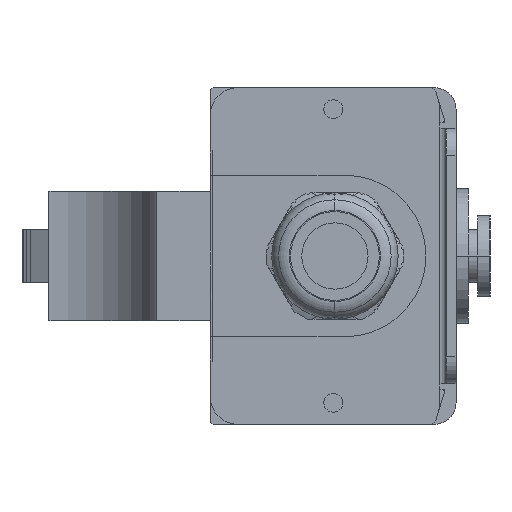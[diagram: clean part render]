
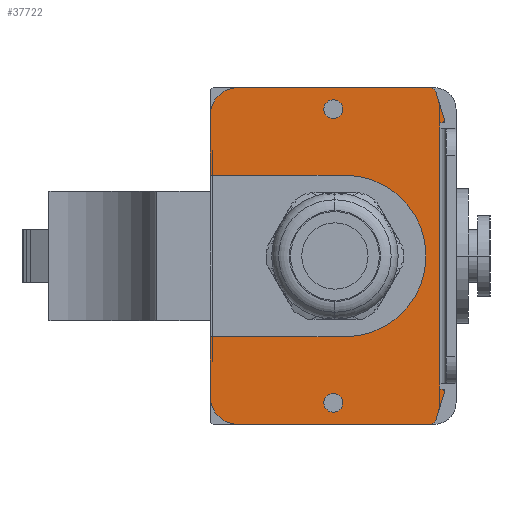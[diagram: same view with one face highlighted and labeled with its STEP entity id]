
A CAD part, left-side view. The second image highlights one B-rep face of the part: STEP entity #37722.
In plain terms, the highlighted face is planar.
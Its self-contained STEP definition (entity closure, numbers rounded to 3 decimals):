
#36883=CARTESIAN_POINT('',(4.739,1.8,-30.25));
#36884=DIRECTION('',(0.,1.,0.));
#36885=DIRECTION('',(0.,0.,-1.));
#36886=AXIS2_PLACEMENT_3D('',#36883,#36884,#36885);
#36893=DIRECTION('',(-0.294,0.,-0.956));
#36894=VECTOR('',#36893,5.656);
#36895=CARTESIAN_POINT('',(3.783,1.8,30.544));
#36896=LINE('',#36895,#36894);
#36897=DIRECTION('',(1.,0.,0.));
#36898=VECTOR('',#36897,0.594);
#36899=CARTESIAN_POINT('',(2.406,1.8,24.75));
#36900=LINE('',#36899,#36898);
#36901=DIRECTION('',(0.,0.,-1.));
#36902=VECTOR('',#36901,1.);
#36903=CARTESIAN_POINT('',(3.,1.8,24.75));
#36904=LINE('',#36903,#36902);
#36905=DIRECTION('',(0.,0.,-1.));
#36906=VECTOR('',#36905,1.);
#36907=CARTESIAN_POINT('',(3.,1.8,-23.75));
#36908=LINE('',#36907,#36906);
#36909=DIRECTION('',(-1.,0.,0.));
#36910=VECTOR('',#36909,0.594);
#36911=CARTESIAN_POINT('',(3.,1.8,-24.75));
#36912=LINE('',#36911,#36910);
#36913=DIRECTION('',(0.294,0.,-0.956));
#36914=VECTOR('',#36913,5.656);
#36915=CARTESIAN_POINT('',(2.119,1.8,-25.138));
#36916=LINE('',#36915,#36914);
#36917=DIRECTION('',(1.,0.,0.));
#36918=VECTOR('',#36917,35.861);
#36919=CARTESIAN_POINT('',(4.739,1.8,-31.25));
#36920=LINE('',#36919,#36918);
#36921=DIRECTION('',(0.,0.,1.));
#36922=VECTOR('',#36921,11.25);
#36923=CARTESIAN_POINT('',(45.6,1.8,-26.25));
#36924=LINE('',#36923,#36922);
#36925=DIRECTION('',(-1.,0.,0.));
#36926=VECTOR('',#36925,25.);
#36927=CARTESIAN_POINT('',(45.6,1.8,-15.));
#36928=LINE('',#36927,#36926);
#36929=CARTESIAN_POINT('',(20.6,1.8,0.));
#36930=DIRECTION('',(0.,1.,0.));
#36931=DIRECTION('',(0.,0.,-1.));
#36932=AXIS2_PLACEMENT_3D('',#36929,#36930,#36931);
#36934=DIRECTION('',(-1.,0.,0.));
#36935=VECTOR('',#36934,25.);
#36936=CARTESIAN_POINT('',(45.6,1.8,15.));
#36937=LINE('',#36936,#36935);
#36938=DIRECTION('',(0.,0.,1.));
#36939=VECTOR('',#36938,11.25);
#36940=CARTESIAN_POINT('',(45.6,1.8,15.));
#36941=LINE('',#36940,#36939);
#36942=DIRECTION('',(-1.,0.,0.));
#36943=VECTOR('',#36942,35.861);
#36944=CARTESIAN_POINT('',(40.6,1.8,31.25));
#36945=LINE('',#36944,#36943);
#36946=CARTESIAN_POINT('',(22.8,1.8,27.25));
#36947=DIRECTION('',(0.,1.,0.));
#36948=DIRECTION('',(0.,0.,1.));
#36949=AXIS2_PLACEMENT_3D('',#36946,#36947,#36948);
#36951=CARTESIAN_POINT('',(22.8,1.8,27.25));
#36952=DIRECTION('',(0.,1.,0.));
#36953=DIRECTION('',(0.,0.,-1.));
#36954=AXIS2_PLACEMENT_3D('',#36951,#36952,#36953);
#36956=CARTESIAN_POINT('',(22.8,1.8,-27.25));
#36957=DIRECTION('',(0.,1.,0.));
#36958=DIRECTION('',(0.,0.,1.));
#36959=AXIS2_PLACEMENT_3D('',#36956,#36957,#36958);
#36961=CARTESIAN_POINT('',(22.8,1.8,-27.25));
#36962=DIRECTION('',(0.,1.,0.));
#36963=DIRECTION('',(0.,0.,-1.));
#36964=AXIS2_PLACEMENT_3D('',#36961,#36962,#36963);
#36970=CARTESIAN_POINT('',(4.739,1.8,30.25));
#36971=DIRECTION('',(0.,1.,0.));
#36972=DIRECTION('',(-0.956,0.,0.294));
#36973=AXIS2_PLACEMENT_3D('',#36970,#36971,#36972);
#37059=CARTESIAN_POINT('',(40.6,1.8,26.25));
#37060=DIRECTION('',(0.,1.,0.));
#37061=DIRECTION('',(0.,0.,1.));
#37062=AXIS2_PLACEMENT_3D('',#37059,#37060,#37061);
#37084=CARTESIAN_POINT('',(40.6,1.8,-26.25));
#37085=DIRECTION('',(0.,1.,0.));
#37086=DIRECTION('',(1.,0.,0.));
#37087=AXIS2_PLACEMENT_3D('',#37084,#37085,#37086);
#37354=DIRECTION('',(0.,0.,1.));
#37355=VECTOR('',#37354,47.5);
#37356=CARTESIAN_POINT('',(3.,1.8,-23.75));
#37357=LINE('',#37356,#37355);
#37388=CARTESIAN_POINT('',(2.406,1.8,25.05));
#37389=DIRECTION('',(0.,1.,0.));
#37390=DIRECTION('',(0.,0.,-1.));
#37391=AXIS2_PLACEMENT_3D('',#37388,#37389,#37390);
#37427=CARTESIAN_POINT('',(2.406,1.8,-25.05));
#37428=DIRECTION('',(0.,1.,0.));
#37429=DIRECTION('',(-0.956,0.,-0.294));
#37430=AXIS2_PLACEMENT_3D('',#37427,#37428,#37429);
#37448=CARTESIAN_POINT('',(45.6,1.8,-26.25));
#37450=VERTEX_POINT('',#37448);
#37452=CARTESIAN_POINT('',(40.6,1.8,-31.25));
#37453=VERTEX_POINT('',#37452);
#37457=CARTESIAN_POINT('',(45.6,1.8,26.25));
#37459=VERTEX_POINT('',#37457);
#37462=CARTESIAN_POINT('',(40.6,1.8,31.25));
#37463=VERTEX_POINT('',#37462);
#37472=CARTESIAN_POINT('',(45.6,1.8,-15.));
#37473=VERTEX_POINT('',#37472);
#37474=CARTESIAN_POINT('',(45.6,1.8,15.));
#37475=VERTEX_POINT('',#37474);
#37476=CARTESIAN_POINT('',(20.6,1.8,-15.));
#37477=VERTEX_POINT('',#37476);
#37478=CARTESIAN_POINT('',(20.6,1.8,15.));
#37479=VERTEX_POINT('',#37478);
#37496=CARTESIAN_POINT('',(3.,1.8,-23.75));
#37497=CARTESIAN_POINT('',(3.,1.8,-24.75));
#37498=VERTEX_POINT('',#37496);
#37499=VERTEX_POINT('',#37497);
#37500=CARTESIAN_POINT('',(3.,1.8,24.75));
#37501=CARTESIAN_POINT('',(3.,1.8,23.75));
#37502=VERTEX_POINT('',#37500);
#37503=VERTEX_POINT('',#37501);
#37573=CARTESIAN_POINT('',(2.406,1.8,-24.75));
#37575=VERTEX_POINT('',#37573);
#37577=CARTESIAN_POINT('',(2.119,1.8,-25.138));
#37578=VERTEX_POINT('',#37577);
#37580=CARTESIAN_POINT('',(2.119,1.8,25.138));
#37582=VERTEX_POINT('',#37580);
#37584=CARTESIAN_POINT('',(2.406,1.8,24.75));
#37585=VERTEX_POINT('',#37584);
#37586=CARTESIAN_POINT('',(3.783,1.8,30.544));
#37588=VERTEX_POINT('',#37586);
#37590=CARTESIAN_POINT('',(4.739,1.8,31.25));
#37591=VERTEX_POINT('',#37590);
#37595=CARTESIAN_POINT('',(3.783,1.8,-30.544));
#37597=VERTEX_POINT('',#37595);
#37600=CARTESIAN_POINT('',(4.739,1.8,-31.25));
#37601=VERTEX_POINT('',#37600);
#37610=CARTESIAN_POINT('',(22.8,1.8,29.));
#37611=CARTESIAN_POINT('',(22.8,1.8,25.5));
#37612=VERTEX_POINT('',#37610);
#37613=VERTEX_POINT('',#37611);
#37614=CARTESIAN_POINT('',(22.8,1.8,-25.5));
#37615=CARTESIAN_POINT('',(22.8,1.8,-29.));
#37616=VERTEX_POINT('',#37614);
#37617=VERTEX_POINT('',#37615);
#37666=CARTESIAN_POINT('',(45.6,1.8,-31.25));
#37667=DIRECTION('',(0.,1.,0.));
#37668=DIRECTION('',(-1.,0.,0.));
#37669=AXIS2_PLACEMENT_3D('',#37666,#37667,#37668);
#37670=PLANE('',#37669);
#37672=ORIENTED_EDGE('',*,*,#37671,.F.);
#37674=ORIENTED_EDGE('',*,*,#37673,.T.);
#37676=ORIENTED_EDGE('',*,*,#37675,.F.);
#37678=ORIENTED_EDGE('',*,*,#37677,.T.);
#37680=ORIENTED_EDGE('',*,*,#37679,.T.);
#37682=ORIENTED_EDGE('',*,*,#37681,.F.);
#37684=ORIENTED_EDGE('',*,*,#37683,.T.);
#37686=ORIENTED_EDGE('',*,*,#37685,.T.);
#37688=ORIENTED_EDGE('',*,*,#37687,.F.);
#37689=ORIENTED_EDGE('',*,*,#37655,.T.);
#37690=ORIENTED_EDGE('',*,*,#37644,.F.);
#37691=ORIENTED_EDGE('',*,*,#37629,.T.);
#37693=ORIENTED_EDGE('',*,*,#37692,.F.);
#37695=ORIENTED_EDGE('',*,*,#37694,.T.);
#37697=ORIENTED_EDGE('',*,*,#37696,.T.);
#37699=ORIENTED_EDGE('',*,*,#37698,.T.);
#37701=ORIENTED_EDGE('',*,*,#37700,.F.);
#37703=ORIENTED_EDGE('',*,*,#37702,.T.);
#37705=ORIENTED_EDGE('',*,*,#37704,.F.);
#37707=ORIENTED_EDGE('',*,*,#37706,.T.);
#37708=EDGE_LOOP('',(#37672,#37674,#37676,#37678,#37680,#37682,#37684,#37686,
#37688,#37689,#37690,#37691,#37693,#37695,#37697,#37699,#37701,#37703,#37705,
#37707));
#37709=FACE_OUTER_BOUND('',#37708,.F.);
#37711=ORIENTED_EDGE('',*,*,#37710,.T.);
#37713=ORIENTED_EDGE('',*,*,#37712,.T.);
#37714=EDGE_LOOP('',(#37711,#37713));
#37715=FACE_BOUND('',#37714,.F.);
#37717=ORIENTED_EDGE('',*,*,#37716,.T.);
#37719=ORIENTED_EDGE('',*,*,#37718,.T.);
#37720=EDGE_LOOP('',(#37717,#37719));
#37721=FACE_BOUND('',#37720,.F.);
#37722=ADVANCED_FACE('',(#37709,#37715,#37721),#37670,.T.);
#36887=CIRCLE('',#36886,1.);
#36933=CIRCLE('',#36932,15.);
#36950=CIRCLE('',#36949,1.75);
#36955=CIRCLE('',#36954,1.75);
#36960=CIRCLE('',#36959,1.75);
#36965=CIRCLE('',#36964,1.75);
#36974=CIRCLE('',#36973,1.);
#37063=CIRCLE('',#37062,5.);
#37088=CIRCLE('',#37087,5.);
#37392=CIRCLE('',#37391,0.3);
#37431=CIRCLE('',#37430,0.3);
#37629=EDGE_CURVE('',#37601,#37453,#36920,.T.);
#37644=EDGE_CURVE('',#37601,#37597,#36887,.T.);
#37655=EDGE_CURVE('',#37578,#37597,#36916,.T.);
#37671=EDGE_CURVE('',#37588,#37591,#36974,.T.);
#37673=EDGE_CURVE('',#37588,#37582,#36896,.T.);
#37675=EDGE_CURVE('',#37585,#37582,#37392,.T.);
#37677=EDGE_CURVE('',#37585,#37502,#36900,.T.);
#37679=EDGE_CURVE('',#37502,#37503,#36904,.T.);
#37681=EDGE_CURVE('',#37498,#37503,#37357,.T.);
#37683=EDGE_CURVE('',#37498,#37499,#36908,.T.);
#37685=EDGE_CURVE('',#37499,#37575,#36912,.T.);
#37687=EDGE_CURVE('',#37578,#37575,#37431,.T.);
#37692=EDGE_CURVE('',#37450,#37453,#37088,.T.);
#37694=EDGE_CURVE('',#37450,#37473,#36924,.T.);
#37696=EDGE_CURVE('',#37473,#37477,#36928,.T.);
#37698=EDGE_CURVE('',#37477,#37479,#36933,.T.);
#37700=EDGE_CURVE('',#37475,#37479,#36937,.T.);
#37702=EDGE_CURVE('',#37475,#37459,#36941,.T.);
#37704=EDGE_CURVE('',#37463,#37459,#37063,.T.);
#37706=EDGE_CURVE('',#37463,#37591,#36945,.T.);
#37710=EDGE_CURVE('',#37612,#37613,#36950,.T.);
#37712=EDGE_CURVE('',#37613,#37612,#36955,.T.);
#37716=EDGE_CURVE('',#37616,#37617,#36960,.T.);
#37718=EDGE_CURVE('',#37617,#37616,#36965,.T.);
